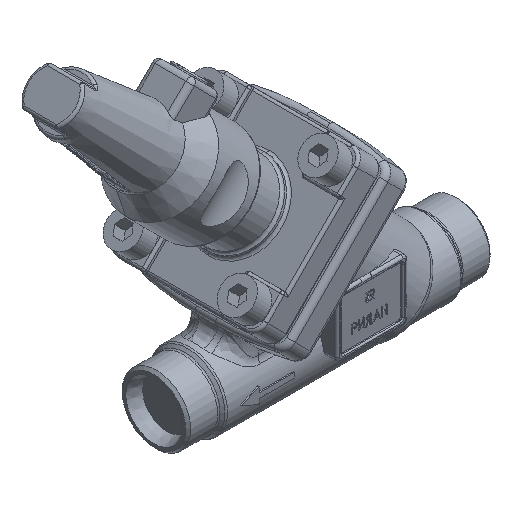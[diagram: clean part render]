
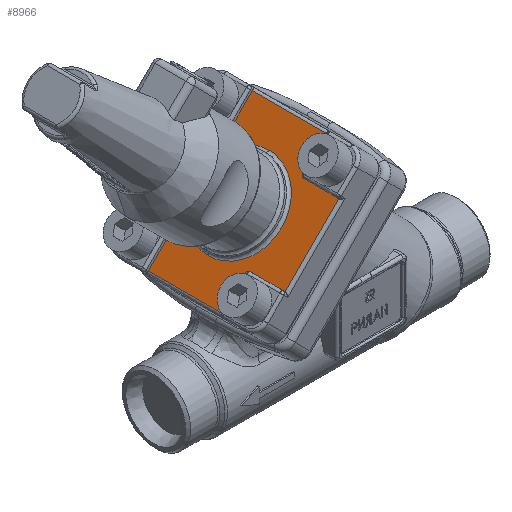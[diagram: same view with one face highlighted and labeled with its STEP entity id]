
A CAD part, isometric view. The second image highlights one B-rep face of the part: STEP entity #8966.
In plain terms, the highlighted planar face has unit normal (-0.707, 0, 0.707).
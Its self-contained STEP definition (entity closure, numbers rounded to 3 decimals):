
#8532=CARTESIAN_POINT('',(-16.088,-16.,65.028));
#8533=VERTEX_POINT('',#8532);
#8540=CARTESIAN_POINT('',(-16.088,-29.,65.028));
#8541=VERTEX_POINT('',#8540);
#8542=CARTESIAN_POINT('',(-16.088,-16.,65.028));
#8543=DIRECTION('',(-0.,-1.,-0.));
#8544=VECTOR('',#8543,13.);
#8545=LINE('',#8542,#8544);
#8546=EDGE_CURVE('',#8533,#8541,#8545,.T.);
#8572=CARTESIAN_POINT('',(-6.189,-15.,74.927));
#8573=VERTEX_POINT('',#8572);
#8580=CARTESIAN_POINT('',(-15.381,-15.,65.735));
#8581=VERTEX_POINT('',#8580);
#8582=CARTESIAN_POINT('',(-6.189,-15.,74.927));
#8583=DIRECTION('',(-0.707,0.,-0.707));
#8584=VECTOR('',#8583,13.);
#8585=LINE('',#8582,#8584);
#8586=EDGE_CURVE('',#8573,#8581,#8585,.T.);
#8612=CARTESIAN_POINT('',(-15.381,15.,65.735));
#8613=VERTEX_POINT('',#8612);
#8620=CARTESIAN_POINT('',(-6.189,15.,74.927));
#8621=VERTEX_POINT('',#8620);
#8622=CARTESIAN_POINT('',(-15.381,15.,65.735));
#8623=DIRECTION('',(0.707,-0.,0.707));
#8624=VECTOR('',#8623,13.);
#8625=LINE('',#8622,#8624);
#8626=EDGE_CURVE('',#8613,#8621,#8625,.T.);
#8652=CARTESIAN_POINT('',(-16.088,29.,65.028));
#8653=VERTEX_POINT('',#8652);
#8660=CARTESIAN_POINT('',(-16.088,16.,65.028));
#8661=VERTEX_POINT('',#8660);
#8662=CARTESIAN_POINT('',(-16.088,29.,65.028));
#8663=DIRECTION('',(-0.,-1.,-0.));
#8664=VECTOR('',#8663,13.);
#8665=LINE('',#8662,#8664);
#8666=EDGE_CURVE('',#8653,#8661,#8665,.T.);
#8692=CARTESIAN_POINT('',(-37.301,16.,43.815));
#8693=VERTEX_POINT('',#8692);
#8700=CARTESIAN_POINT('',(-37.301,29.,43.815));
#8701=VERTEX_POINT('',#8700);
#8702=CARTESIAN_POINT('',(-37.301,16.,43.815));
#8703=DIRECTION('',(0.,1.,0.));
#8704=VECTOR('',#8703,13.);
#8705=LINE('',#8702,#8704);
#8706=EDGE_CURVE('',#8693,#8701,#8705,.T.);
#8732=CARTESIAN_POINT('',(-47.201,15.,33.915));
#8733=VERTEX_POINT('',#8732);
#8740=CARTESIAN_POINT('',(-38.009,15.,43.107));
#8741=VERTEX_POINT('',#8740);
#8742=CARTESIAN_POINT('',(-47.201,15.,33.915));
#8743=DIRECTION('',(0.707,-0.,0.707));
#8744=VECTOR('',#8743,13.);
#8745=LINE('',#8742,#8744);
#8746=EDGE_CURVE('',#8733,#8741,#8745,.T.);
#8772=CARTESIAN_POINT('',(-38.009,-15.,43.107));
#8773=VERTEX_POINT('',#8772);
#8780=CARTESIAN_POINT('',(-47.201,-15.,33.915));
#8781=VERTEX_POINT('',#8780);
#8782=CARTESIAN_POINT('',(-38.009,-15.,43.107));
#8783=DIRECTION('',(-0.707,0.,-0.707));
#8784=VECTOR('',#8783,13.);
#8785=LINE('',#8782,#8784);
#8786=EDGE_CURVE('',#8773,#8781,#8785,.T.);
#8812=CARTESIAN_POINT('',(-37.301,-29.,43.815));
#8813=VERTEX_POINT('',#8812);
#8820=CARTESIAN_POINT('',(-37.301,-16.,43.815));
#8821=VERTEX_POINT('',#8820);
#8822=CARTESIAN_POINT('',(-37.301,-29.,43.815));
#8823=DIRECTION('',(0.,1.,0.));
#8824=VECTOR('',#8823,13.);
#8825=LINE('',#8822,#8824);
#8826=EDGE_CURVE('',#8813,#8821,#8825,.T.);
#8879=CARTESIAN_POINT('',(-26.695,0.,54.421));
#8880=DIRECTION('',(-0.707,0.,0.707));
#8881=DIRECTION('',(-0.707,0.,-0.707));
#8882=AXIS2_PLACEMENT_3D('',#8879,#8880,#8881);
#8883=PLANE('',#8882);
#8884=CARTESIAN_POINT('',(-38.716,0.,42.4));
#8885=VERTEX_POINT('',#8884);
#8886=CARTESIAN_POINT('',(-14.674,-0.,66.442));
#8887=VERTEX_POINT('',#8886);
#8888=CARTESIAN_POINT('',(-26.695,0.,54.421));
#8889=DIRECTION('',(0.707,-0.,-0.707));
#8890=DIRECTION('',(0.707,0.,0.707));
#8891=AXIS2_PLACEMENT_3D('',#8888,#8889,#8890);
#8892=CIRCLE('',#8891,17.);
#8893=EDGE_CURVE('',#8885,#8887,#8892,.T.);
#8894=ORIENTED_EDGE('',*,*,#8893,.T.);
#8895=CARTESIAN_POINT('',(-26.695,0.,54.421));
#8896=DIRECTION('',(0.707,-0.,-0.707));
#8897=DIRECTION('',(0.707,0.,0.707));
#8898=AXIS2_PLACEMENT_3D('',#8895,#8896,#8897);
#8899=CIRCLE('',#8898,17.);
#8900=EDGE_CURVE('',#8887,#8885,#8899,.T.);
#8901=ORIENTED_EDGE('',*,*,#8900,.T.);
#8902=EDGE_LOOP('',(#8894,#8901));
#8903=FACE_BOUND('',#8902,.T.);
#8904=ORIENTED_EDGE('',*,*,#8746,.F.);
#8905=CARTESIAN_POINT('',(-47.201,15.,33.915));
#8906=DIRECTION('',(-0.,-1.,-0.));
#8907=VECTOR('',#8906,30.);
#8908=LINE('',#8905,#8907);
#8909=EDGE_CURVE('',#8733,#8781,#8908,.T.);
#8910=ORIENTED_EDGE('',*,*,#8909,.T.);
#8911=ORIENTED_EDGE('',*,*,#8786,.F.);
#8912=CARTESIAN_POINT('',(-38.009,-16.,43.107));
#8913=DIRECTION('',(0.707,-0.,-0.707));
#8914=DIRECTION('',(0.707,0.,0.707));
#8915=AXIS2_PLACEMENT_3D('',#8912,#8913,#8914);
#8916=CIRCLE('',#8915,1.);
#8917=EDGE_CURVE('',#8773,#8821,#8916,.T.);
#8918=ORIENTED_EDGE('',*,*,#8917,.T.);
#8919=ORIENTED_EDGE('',*,*,#8826,.F.);
#8920=CARTESIAN_POINT('',(-37.301,-29.,43.815));
#8921=DIRECTION('',(0.707,-0.,0.707));
#8922=VECTOR('',#8921,30.);
#8923=LINE('',#8920,#8922);
#8924=EDGE_CURVE('',#8813,#8541,#8923,.T.);
#8925=ORIENTED_EDGE('',*,*,#8924,.T.);
#8926=ORIENTED_EDGE('',*,*,#8546,.F.);
#8927=CARTESIAN_POINT('',(-15.381,-16.,65.735));
#8928=DIRECTION('',(0.707,-0.,-0.707));
#8929=DIRECTION('',(0.707,0.,0.707));
#8930=AXIS2_PLACEMENT_3D('',#8927,#8928,#8929);
#8931=CIRCLE('',#8930,1.);
#8932=EDGE_CURVE('',#8533,#8581,#8931,.T.);
#8933=ORIENTED_EDGE('',*,*,#8932,.T.);
#8934=ORIENTED_EDGE('',*,*,#8586,.F.);
#8935=CARTESIAN_POINT('',(-6.189,-15.,74.927));
#8936=DIRECTION('',(0.,1.,0.));
#8937=VECTOR('',#8936,30.);
#8938=LINE('',#8935,#8937);
#8939=EDGE_CURVE('',#8573,#8621,#8938,.T.);
#8940=ORIENTED_EDGE('',*,*,#8939,.T.);
#8941=ORIENTED_EDGE('',*,*,#8626,.F.);
#8942=CARTESIAN_POINT('',(-15.381,16.,65.735));
#8943=DIRECTION('',(0.707,-0.,-0.707));
#8944=DIRECTION('',(0.707,0.,0.707));
#8945=AXIS2_PLACEMENT_3D('',#8942,#8943,#8944);
#8946=CIRCLE('',#8945,1.);
#8947=EDGE_CURVE('',#8613,#8661,#8946,.T.);
#8948=ORIENTED_EDGE('',*,*,#8947,.T.);
#8949=ORIENTED_EDGE('',*,*,#8666,.F.);
#8950=CARTESIAN_POINT('',(-16.088,29.,65.028));
#8951=DIRECTION('',(-0.707,0.,-0.707));
#8952=VECTOR('',#8951,30.);
#8953=LINE('',#8950,#8952);
#8954=EDGE_CURVE('',#8653,#8701,#8953,.T.);
#8955=ORIENTED_EDGE('',*,*,#8954,.T.);
#8956=ORIENTED_EDGE('',*,*,#8706,.F.);
#8957=CARTESIAN_POINT('',(-38.009,16.,43.107));
#8958=DIRECTION('',(0.707,-0.,-0.707));
#8959=DIRECTION('',(0.707,0.,0.707));
#8960=AXIS2_PLACEMENT_3D('',#8957,#8958,#8959);
#8961=CIRCLE('',#8960,1.);
#8962=EDGE_CURVE('',#8693,#8741,#8961,.T.);
#8963=ORIENTED_EDGE('',*,*,#8962,.T.);
#8964=EDGE_LOOP('',(#8904,#8910,#8911,#8918,#8919,#8925,#8926,#8933,#8934,#8940,#8941,#8948,#8949,#8955,#8956,#8963));
#8965=FACE_BOUND('',#8964,.T.);
#8966=ADVANCED_FACE('',(#8903,#8965),#8883,.T.);
